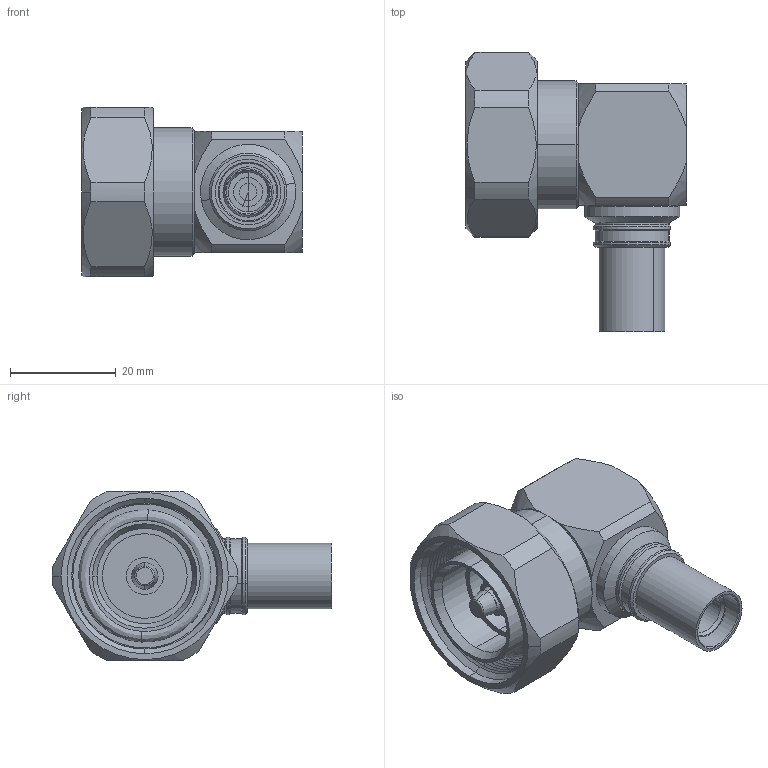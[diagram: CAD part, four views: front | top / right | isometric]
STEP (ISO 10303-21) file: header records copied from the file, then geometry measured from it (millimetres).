
FILE_DESCRIPTION (( 'STEP AP203' ), '1' );
FILE_NAME ('3190-2598.STEP', '2019-05-06T05:18:21', ( '' ), ( '' ), 'SwSTEP 2.0', 'SolidWorks 2017', '' );
FILE_SCHEMA (( 'CONFIG_CONTROL_DESIGN' ));
Length unit declared in the file: millimetre
Products named in the file (1): 3190-2598
Bounding box: 41.6 x 52.85 x 32 mm (x, y, z)
Volume: 23631.2 mm3; surface area: 12858.3 mm2
Topology: 4 solids, 4 shells, 530 faces, 1436 edges, 927 vertices
Faces by surface type: cylinder 235, plane 157, cone 82, bspline 56
Entity records: 18182 total; most frequent: CARTESIAN_POINT 5529, ORIENTED_EDGE 2868, DIRECTION 2422, EDGE_CURVE 1434, AXIS2_PLACEMENT_3D 931, VERTEX_POINT 927, LINE 560, VECTOR 560
